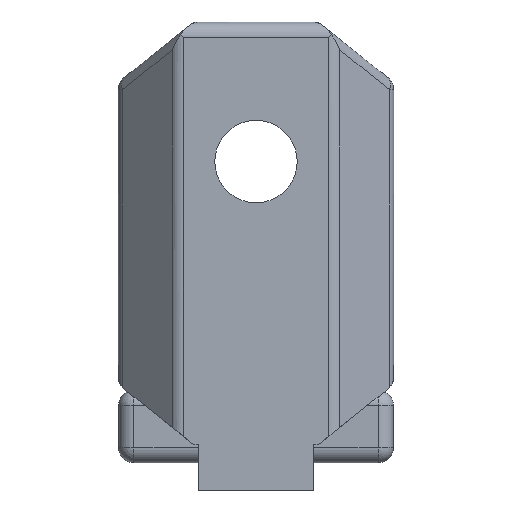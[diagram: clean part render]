
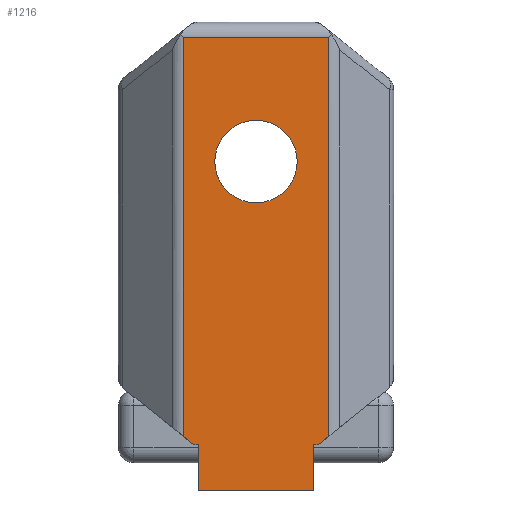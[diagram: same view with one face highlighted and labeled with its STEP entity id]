
A CAD part, front view. The second image highlights one B-rep face of the part: STEP entity #1216.
In plain terms, the highlighted planar face has unit normal (0, -1, 0).
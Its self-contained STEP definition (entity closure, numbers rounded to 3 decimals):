
#15=FACE_BOUND('',#427,.T.);
#45=PLANE('',#1358);
#106=LINE('',#1961,#214);
#112=LINE('',#1976,#220);
#120=LINE('',#2016,#228);
#122=LINE('',#2037,#230);
#123=LINE('',#2039,#231);
#124=LINE('',#2041,#232);
#125=LINE('',#2043,#233);
#126=LINE('',#2045,#234);
#127=LINE('',#2047,#235);
#128=LINE('',#2048,#236);
#214=VECTOR('',#1585,10.);
#220=VECTOR('',#1597,10.);
#228=VECTOR('',#1633,10.);
#230=VECTOR('',#1647,10.);
#231=VECTOR('',#1648,10.);
#232=VECTOR('',#1649,10.);
#233=VECTOR('',#1650,10.);
#234=VECTOR('',#1651,10.);
#235=VECTOR('',#1652,10.);
#236=VECTOR('',#1653,10.);
#354=FACE_OUTER_BOUND('',#426,.T.);
#426=EDGE_LOOP('',(#974,#975,#976,#977,#978,#979,#980,#981,#982,#983));
#427=EDGE_LOOP('',(#984));
#500=CIRCLE('',#1359,2.729);
#562=VERTEX_POINT('',#1958);
#563=VERTEX_POINT('',#1960);
#569=VERTEX_POINT('',#1974);
#579=VERTEX_POINT('',#2015);
#586=VERTEX_POINT('',#2036);
#587=VERTEX_POINT('',#2038);
#588=VERTEX_POINT('',#2040);
#589=VERTEX_POINT('',#2042);
#590=VERTEX_POINT('',#2044);
#591=VERTEX_POINT('',#2046);
#592=VERTEX_POINT('',#2049);
#701=EDGE_CURVE('',#562,#563,#106,.T.);
#709=EDGE_CURVE('',#569,#562,#112,.T.);
#725=EDGE_CURVE('',#563,#579,#120,.T.);
#733=EDGE_CURVE('',#586,#569,#122,.T.);
#734=EDGE_CURVE('',#586,#587,#123,.T.);
#735=EDGE_CURVE('',#588,#587,#124,.T.);
#736=EDGE_CURVE('',#589,#588,#125,.T.);
#737=EDGE_CURVE('',#590,#589,#126,.T.);
#738=EDGE_CURVE('',#591,#590,#127,.T.);
#739=EDGE_CURVE('',#579,#591,#128,.T.);
#740=EDGE_CURVE('',#592,#592,#500,.T.);
#974=ORIENTED_EDGE('',*,*,#701,.F.);
#975=ORIENTED_EDGE('',*,*,#709,.F.);
#976=ORIENTED_EDGE('',*,*,#733,.F.);
#977=ORIENTED_EDGE('',*,*,#734,.T.);
#978=ORIENTED_EDGE('',*,*,#735,.F.);
#979=ORIENTED_EDGE('',*,*,#736,.F.);
#980=ORIENTED_EDGE('',*,*,#737,.F.);
#981=ORIENTED_EDGE('',*,*,#738,.F.);
#982=ORIENTED_EDGE('',*,*,#739,.F.);
#983=ORIENTED_EDGE('',*,*,#725,.F.);
#984=ORIENTED_EDGE('',*,*,#740,.T.);
#1216=ADVANCED_FACE('',(#354,#15),#45,.T.);
#1358=AXIS2_PLACEMENT_3D('',#2035,#1645,#1646);
#1359=AXIS2_PLACEMENT_3D('',#2050,#1654,#1655);
#1585=DIRECTION('',(0.,0.,1.));
#1597=DIRECTION('',(-0.781,0.,0.625));
#1633=DIRECTION('',(1.,0.,0.));
#1645=DIRECTION('center_axis',(0.,-1.,0.));
#1646=DIRECTION('ref_axis',(-1.,0.,0.));
#1647=DIRECTION('',(-1.,0.,0.));
#1648=DIRECTION('',(0.,0.,-1.));
#1649=DIRECTION('',(-1.,0.,0.));
#1650=DIRECTION('',(0.,0.,-1.));
#1651=DIRECTION('',(-1.,0.,0.));
#1652=DIRECTION('',(-0.781,0.,-0.625));
#1653=DIRECTION('',(0.,0.,-1.));
#1654=DIRECTION('center_axis',(0.,1.,0.));
#1655=DIRECTION('ref_axis',(1.,0.,0.));
#1958=CARTESIAN_POINT('',(-4.826,0.,-27.439));
#1960=CARTESIAN_POINT('',(-4.826,0.,-1.));
#1961=CARTESIAN_POINT('',(-4.826,0.,0.));
#1974=CARTESIAN_POINT('',(-4.125,0.,-28.));
#1976=CARTESIAN_POINT('',(-9.788,0.,-23.47));
#2015=CARTESIAN_POINT('',(4.826,0.,-1.));
#2016=CARTESIAN_POINT('',(1.9,0.,-1.));
#2035=CARTESIAN_POINT('Origin',(3.8,0.,0.));
#2036=CARTESIAN_POINT('',(-3.8,0.,-28.));
#2037=CARTESIAN_POINT('',(-5.25,0.,-28.));
#2038=CARTESIAN_POINT('',(-3.8,0.,-31.));
#2039=CARTESIAN_POINT('',(-3.8,0.,0.));
#2040=CARTESIAN_POINT('',(3.8,0.,-31.));
#2041=CARTESIAN_POINT('',(-5.25,0.,-31.));
#2042=CARTESIAN_POINT('',(3.8,0.,-28.));
#2043=CARTESIAN_POINT('',(3.8,0.,0.));
#2044=CARTESIAN_POINT('',(4.125,0.,-28.));
#2045=CARTESIAN_POINT('',(-5.25,0.,-28.));
#2046=CARTESIAN_POINT('',(4.826,0.,-27.439));
#2047=CARTESIAN_POINT('',(12.105,0.,-21.616));
#2048=CARTESIAN_POINT('',(4.826,0.,0.));
#2049=CARTESIAN_POINT('',(-2.729,0.,-9.25));
#2050=CARTESIAN_POINT('Origin',(0.,0.,-9.25));
